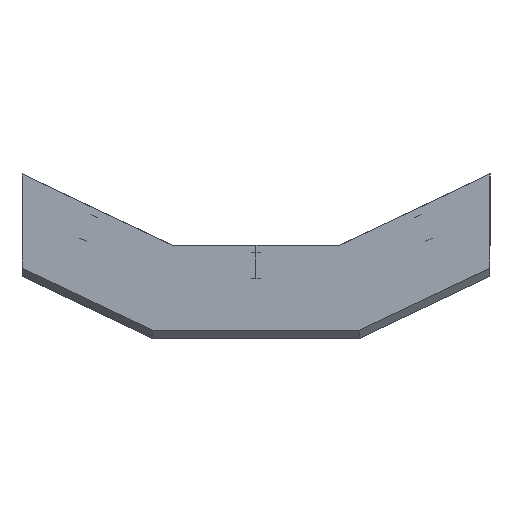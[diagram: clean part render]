
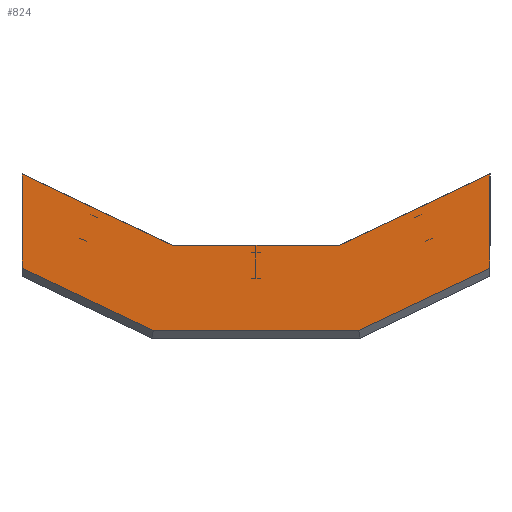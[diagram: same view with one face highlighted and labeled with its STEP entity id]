
A CAD part, left-side view. The second image highlights one B-rep face of the part: STEP entity #824.
In plain terms, the highlighted planar face has unit normal (-1, 0, 0).
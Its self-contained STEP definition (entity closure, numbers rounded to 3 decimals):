
#9 = ORIENTED_EDGE ( 'NONE', *, *, #1073, .F. ) ;
#15 = VECTOR ( 'NONE', #231, 1000. ) ;
#31 = VERTEX_POINT ( 'NONE', #1085 ) ;
#55 = VECTOR ( 'NONE', #947, 1000. ) ;
#66 = DIRECTION ( 'NONE',  ( 0., 0., 1. ) ) ;
#78 = VERTEX_POINT ( 'NONE', #771 ) ;
#127 = ORIENTED_EDGE ( 'NONE', *, *, #927, .T. ) ;
#140 = CARTESIAN_POINT ( 'NONE',  ( -52.5, -0.879, -2.64 ) ) ;
#143 = LINE ( 'NONE', #314, #567 ) ;
#148 = DIRECTION ( 'NONE',  ( 0., -0.904, -0.428 ) ) ;
#166 = AXIS2_PLACEMENT_3D ( 'NONE', #1432, #968, #1607 ) ;
#190 = LINE ( 'NONE', #1337, #1011 ) ;
#196 = DIRECTION ( 'NONE',  ( 0., 0., -1. ) ) ;
#219 = CARTESIAN_POINT ( 'NONE',  ( -52.5, -4.5, 5. ) ) ;
#231 = DIRECTION ( 'NONE',  ( 0., -0.904, 0.428 ) ) ;
#268 = VECTOR ( 'NONE', #388, 1000. ) ;
#283 = CARTESIAN_POINT ( 'NONE',  ( -52.5, 12.633, 5. ) ) ;
#291 = PLANE ( 'NONE',  #166 ) ;
#314 = CARTESIAN_POINT ( 'NONE',  ( -52.5, -4.5, 5. ) ) ;
#321 = VECTOR ( 'NONE', #148, 1000. ) ;
#350 = LINE ( 'NONE', #1491, #15 ) ;
#363 = VERTEX_POINT ( 'NONE', #1609 ) ;
#370 = VECTOR ( 'NONE', #1717, 1000. ) ;
#388 = DIRECTION ( 'NONE',  ( 0., -1., 0. ) ) ;
#396 = LINE ( 'NONE', #1526, #1867 ) ;
#398 = VERTEX_POINT ( 'NONE', #775 ) ;
#399 = LINE ( 'NONE', #1252, #989 ) ;
#404 = VERTEX_POINT ( 'NONE', #1426 ) ;
#441 = CARTESIAN_POINT ( 'NONE',  ( -52.5, -4.5, 5. ) ) ;
#446 = VERTEX_POINT ( 'NONE', #1345 ) ;
#500 = ORIENTED_EDGE ( 'NONE', *, *, #1336, .T. ) ;
#521 = EDGE_CURVE ( 'NONE', #363, #1267, #713, .T. ) ;
#560 = CARTESIAN_POINT ( 'NONE',  ( -52.5, -12.633, 8.855 ) ) ;
#567 = VECTOR ( 'NONE', #1757, 1000. ) ;
#569 = VERTEX_POINT ( 'NONE', #2037 ) ;
#571 = LINE ( 'NONE', #733, #268 ) ;
#595 = EDGE_CURVE ( 'NONE', #1435, #404, #571, .T. ) ;
#598 = DIRECTION ( 'NONE',  ( 0., 0.904, -0.428 ) ) ;
#613 = CARTESIAN_POINT ( 'NONE',  ( -52.5, -4.5, 0.4 ) ) ;
#614 = ORIENTED_EDGE ( 'NONE', *, *, #1125, .T. ) ;
#627 = EDGE_CURVE ( 'NONE', #31, #1894, #2027, .T. ) ;
#641 = CARTESIAN_POINT ( 'NONE',  ( -52.5, 12.633, 8.855 ) ) ;
#685 = CARTESIAN_POINT ( 'NONE',  ( -52.5, -12.63, 3.763 ) ) ;
#703 = DIRECTION ( 'NONE',  ( 0., 0., -1. ) ) ;
#704 = ORIENTED_EDGE ( 'NONE', *, *, #1915, .T. ) ;
#713 = LINE ( 'NONE', #219, #1598 ) ;
#720 = EDGE_CURVE ( 'NONE', #398, #1162, #980, .T. ) ;
#733 = CARTESIAN_POINT ( 'NONE',  ( -52.5, 4.5, 5. ) ) ;
#771 = CARTESIAN_POINT ( 'NONE',  ( -52.5, 4.5, 5. ) ) ;
#775 = CARTESIAN_POINT ( 'NONE',  ( -52.5, 8.566, 6.927 ) ) ;
#795 = LINE ( 'NONE', #2112, #55 ) ;
#824 = ADVANCED_FACE ( 'NONE', ( #1755 ), #291, .F. ) ;
#907 = VECTOR ( 'NONE', #598, 1000. ) ;
#927 = EDGE_CURVE ( 'NONE', #1162, #1435, #1025, .T. ) ;
#946 = DIRECTION ( 'NONE',  ( 0., 0.904, 0.428 ) ) ;
#947 = DIRECTION ( 'NONE',  ( 0., 0., -1. ) ) ;
#968 = DIRECTION ( 'NONE',  ( 1., 0., 0. ) ) ;
#980 = LINE ( 'NONE', #2079, #1362 ) ;
#984 = DIRECTION ( 'NONE',  ( 0., -1., 0. ) ) ;
#989 = VECTOR ( 'NONE', #1919, 1000. ) ;
#1008 = CARTESIAN_POINT ( 'NONE',  ( -52.5, -12.633, 5. ) ) ;
#1011 = VECTOR ( 'NONE', #703, 1000. ) ;
#1023 = ORIENTED_EDGE ( 'NONE', *, *, #2061, .F. ) ;
#1025 = LINE ( 'NONE', #1994, #1533 ) ;
#1029 = DIRECTION ( 'NONE',  ( 0., -1., 0. ) ) ;
#1069 = EDGE_LOOP ( 'NONE', ( #2005, #614, #1494, #2070, #1799, #1854, #500, #704, #2046, #1023, #9, #1329, #1399, #127, #1080 ) ) ;
#1073 = EDGE_CURVE ( 'NONE', #78, #569, #399, .T. ) ;
#1080 = ORIENTED_EDGE ( 'NONE', *, *, #595, .T. ) ;
#1085 = CARTESIAN_POINT ( 'NONE',  ( -52.5, -8.566, 6.927 ) ) ;
#1125 = EDGE_CURVE ( 'NONE', #1838, #446, #1603, .T. ) ;
#1162 = VERTEX_POINT ( 'NONE', #641 ) ;
#1175 = DIRECTION ( 'NONE',  ( 0., 0.904, 0.428 ) ) ;
#1252 = CARTESIAN_POINT ( 'NONE',  ( -52.5, -4.5, 5. ) ) ;
#1267 = VERTEX_POINT ( 'NONE', #1008 ) ;
#1272 = VERTEX_POINT ( 'NONE', #1992 ) ;
#1329 = ORIENTED_EDGE ( 'NONE', *, *, #1789, .T. ) ;
#1336 = EDGE_CURVE ( 'NONE', #1267, #1873, #396, .T. ) ;
#1337 = CARTESIAN_POINT ( 'NONE',  ( -52.5, 12.63, 61.018 ) ) ;
#1345 = CARTESIAN_POINT ( 'NONE',  ( -52.5, 5.535, 0.4 ) ) ;
#1354 = VERTEX_POINT ( 'NONE', #685 ) ;
#1356 = LINE ( 'NONE', #1988, #2100 ) ;
#1362 = VECTOR ( 'NONE', #946, 1000. ) ;
#1399 = ORIENTED_EDGE ( 'NONE', *, *, #720, .T. ) ;
#1413 = CARTESIAN_POINT ( 'NONE',  ( -52.5, 12.63, 3.763 ) ) ;
#1426 = CARTESIAN_POINT ( 'NONE',  ( -52.5, 12.63, 5. ) ) ;
#1432 = CARTESIAN_POINT ( 'NONE',  ( -52.5, -4.5, 5. ) ) ;
#1435 = VERTEX_POINT ( 'NONE', #283 ) ;
#1491 = CARTESIAN_POINT ( 'NONE',  ( -52.5, -6.47, 0.843 ) ) ;
#1494 = ORIENTED_EDGE ( 'NONE', *, *, #1679, .T. ) ;
#1526 = CARTESIAN_POINT ( 'NONE',  ( -52.5, -12.633, 5. ) ) ;
#1533 = VECTOR ( 'NONE', #196, 1000. ) ;
#1598 = VECTOR ( 'NONE', #1029, 1000. ) ;
#1603 = LINE ( 'NONE', #140, #321 ) ;
#1607 = DIRECTION ( 'NONE',  ( 0., 0., -1. ) ) ;
#1609 = CARTESIAN_POINT ( 'NONE',  ( -52.5, -12.63, 5. ) ) ;
#1679 = EDGE_CURVE ( 'NONE', #446, #1272, #2084, .T. ) ;
#1694 = CARTESIAN_POINT ( 'NONE',  ( -52.5, -12.633, 8.855 ) ) ;
#1717 = DIRECTION ( 'NONE',  ( 0., 0.904, -0.428 ) ) ;
#1755 = FACE_OUTER_BOUND ( 'NONE', #1069, .T. ) ;
#1756 = VECTOR ( 'NONE', #984, 1000. ) ;
#1757 = DIRECTION ( 'NONE',  ( 0., -1., 0. ) ) ;
#1764 = EDGE_CURVE ( 'NONE', #404, #1838, #190, .T. ) ;
#1777 = EDGE_CURVE ( 'NONE', #1272, #1354, #350, .T. ) ;
#1789 = EDGE_CURVE ( 'NONE', #78, #398, #1356, .T. ) ;
#1799 = ORIENTED_EDGE ( 'NONE', *, *, #2004, .F. ) ;
#1838 = VERTEX_POINT ( 'NONE', #1413 ) ;
#1854 = ORIENTED_EDGE ( 'NONE', *, *, #521, .T. ) ;
#1867 = VECTOR ( 'NONE', #66, 1000. ) ;
#1873 = VERTEX_POINT ( 'NONE', #2028 ) ;
#1894 = VERTEX_POINT ( 'NONE', #441 ) ;
#1915 = EDGE_CURVE ( 'NONE', #1873, #31, #2069, .T. ) ;
#1919 = DIRECTION ( 'NONE',  ( 0., -1., 0. ) ) ;
#1988 = CARTESIAN_POINT ( 'NONE',  ( -52.5, 12.633, 8.855 ) ) ;
#1992 = CARTESIAN_POINT ( 'NONE',  ( -52.5, -5.535, 0.4 ) ) ;
#1994 = CARTESIAN_POINT ( 'NONE',  ( -52.5, 12.633, 5. ) ) ;
#2004 = EDGE_CURVE ( 'NONE', #363, #1354, #795, .T. ) ;
#2005 = ORIENTED_EDGE ( 'NONE', *, *, #1764, .T. ) ;
#2027 = LINE ( 'NONE', #1694, #370 ) ;
#2028 = CARTESIAN_POINT ( 'NONE',  ( -52.5, -12.633, 8.855 ) ) ;
#2037 = CARTESIAN_POINT ( 'NONE',  ( -52.5, 0., 5. ) ) ;
#2046 = ORIENTED_EDGE ( 'NONE', *, *, #627, .T. ) ;
#2061 = EDGE_CURVE ( 'NONE', #569, #1894, #143, .T. ) ;
#2069 = LINE ( 'NONE', #560, #907 ) ;
#2070 = ORIENTED_EDGE ( 'NONE', *, *, #1777, .T. ) ;
#2079 = CARTESIAN_POINT ( 'NONE',  ( -52.5, 12.633, 8.855 ) ) ;
#2084 = LINE ( 'NONE', #613, #1756 ) ;
#2100 = VECTOR ( 'NONE', #1175, 1000. ) ;
#2112 = CARTESIAN_POINT ( 'NONE',  ( -52.5, -12.63, 61.018 ) ) ;
